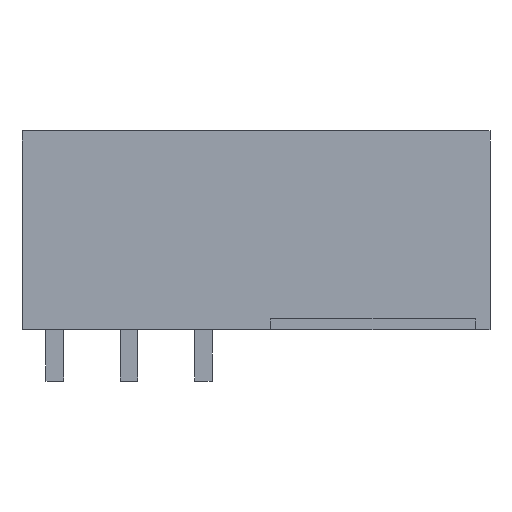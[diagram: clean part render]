
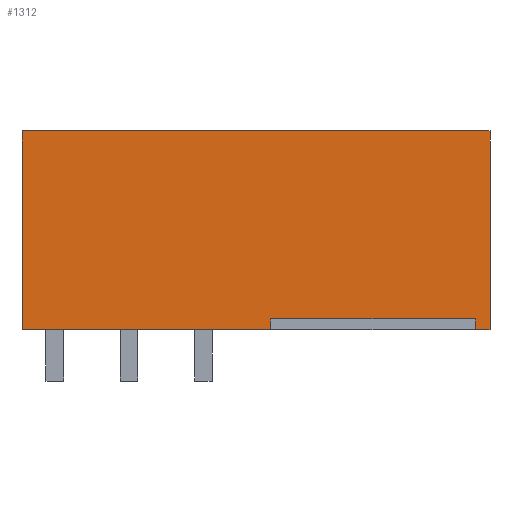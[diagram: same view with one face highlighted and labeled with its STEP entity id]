
A CAD part, left-side view. The second image highlights one B-rep face of the part: STEP entity #1312.
In plain terms, the highlighted planar face has unit normal (-1, 0, 0).
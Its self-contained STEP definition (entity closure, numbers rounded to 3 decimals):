
#1276=AXIS2_PLACEMENT_3D('Plane Axis2P3D',#1273,#1274,#1275) ;
#112=CARTESIAN_POINT('Vertex',(-30.48,0.,3.5)) ;
#115=CARTESIAN_POINT('Line Origine',(-30.48,0.,10.3)) ;
#119=CARTESIAN_POINT('Vertex',(-30.48,0.,17.1)) ;
#397=CARTESIAN_POINT('Vertex',(-30.48,-32.,3.5)) ;
#400=CARTESIAN_POINT('Line Origine',(-30.48,-31.5,3.5)) ;
#404=CARTESIAN_POINT('Vertex',(-30.48,-31.,3.5)) ;
#425=CARTESIAN_POINT('Vertex',(-30.48,-17.,3.5)) ;
#428=CARTESIAN_POINT('Line Origine',(-30.48,-8.5,3.5)) ;
#1051=CARTESIAN_POINT('Line Origine',(-30.48,-16.,17.1)) ;
#1055=CARTESIAN_POINT('Vertex',(-30.48,-32.,17.1)) ;
#1273=CARTESIAN_POINT('Axis2P3D Location',(-30.48,-32.,17.1)) ;
#1278=CARTESIAN_POINT('Line Origine',(-30.48,-17.,3.875)) ;
#1282=CARTESIAN_POINT('Vertex',(-30.48,-17.,4.25)) ;
#1285=CARTESIAN_POINT('Line Origine',(-30.48,-24.,4.25)) ;
#1289=CARTESIAN_POINT('Vertex',(-30.48,-31.,4.25)) ;
#1292=CARTESIAN_POINT('Line Origine',(-30.48,-31.,3.875)) ;
#1297=CARTESIAN_POINT('Line Origine',(-30.48,-32.,10.3)) ;
#116=DIRECTION('Vector Direction',(0.,0.,-1.)) ;
#401=DIRECTION('Vector Direction',(0.,1.,0.)) ;
#429=DIRECTION('Vector Direction',(0.,1.,0.)) ;
#1052=DIRECTION('Vector Direction',(0.,1.,0.)) ;
#1274=DIRECTION('Axis2P3D Direction',(1.,0.,0.)) ;
#1275=DIRECTION('Axis2P3D XDirection',(0.,0.,-1.)) ;
#1279=DIRECTION('Vector Direction',(0.,0.,-1.)) ;
#1286=DIRECTION('Vector Direction',(0.,1.,0.)) ;
#1293=DIRECTION('Vector Direction',(0.,0.,-1.)) ;
#1298=DIRECTION('Vector Direction',(0.,0.,-1.)) ;
#117=VECTOR('Line Direction',#116,1.) ;
#402=VECTOR('Line Direction',#401,1.) ;
#430=VECTOR('Line Direction',#429,1.) ;
#1053=VECTOR('Line Direction',#1052,1.) ;
#1280=VECTOR('Line Direction',#1279,1.) ;
#1287=VECTOR('Line Direction',#1286,1.) ;
#1294=VECTOR('Line Direction',#1293,1.) ;
#1299=VECTOR('Line Direction',#1298,1.) ;
#1303=ORIENTED_EDGE('',*,*,#1284,.F.) ;
#1304=ORIENTED_EDGE('',*,*,#1291,.F.) ;
#1305=ORIENTED_EDGE('',*,*,#1296,.T.) ;
#1306=ORIENTED_EDGE('',*,*,#406,.F.) ;
#1307=ORIENTED_EDGE('',*,*,#1301,.F.) ;
#1308=ORIENTED_EDGE('',*,*,#1057,.T.) ;
#1309=ORIENTED_EDGE('',*,*,#121,.T.) ;
#1310=ORIENTED_EDGE('',*,*,#432,.F.) ;
#1312=ADVANCED_FACE('HOUSING',(#1311),#1277,.F.) ;
#121=EDGE_CURVE('',#120,#113,#118,.T.) ;
#406=EDGE_CURVE('',#398,#405,#403,.T.) ;
#432=EDGE_CURVE('',#426,#113,#431,.T.) ;
#1057=EDGE_CURVE('',#1056,#120,#1054,.T.) ;
#1284=EDGE_CURVE('',#1283,#426,#1281,.T.) ;
#1291=EDGE_CURVE('',#1290,#1283,#1288,.T.) ;
#1296=EDGE_CURVE('',#1290,#405,#1295,.T.) ;
#1301=EDGE_CURVE('',#1056,#398,#1300,.T.) ;
#1302=EDGE_LOOP('',(#1303,#1304,#1305,#1306,#1307,#1308,#1309,#1310)) ;
#1311=FACE_OUTER_BOUND('',#1302,.T.) ;
#118=LINE('Line',#115,#117) ;
#403=LINE('Line',#400,#402) ;
#431=LINE('Line',#428,#430) ;
#1054=LINE('Line',#1051,#1053) ;
#1281=LINE('Line',#1278,#1280) ;
#1288=LINE('Line',#1285,#1287) ;
#1295=LINE('Line',#1292,#1294) ;
#1300=LINE('Line',#1297,#1299) ;
#1277=PLANE('',#1276) ;
#113=VERTEX_POINT('',#112) ;
#120=VERTEX_POINT('',#119) ;
#398=VERTEX_POINT('',#397) ;
#405=VERTEX_POINT('',#404) ;
#426=VERTEX_POINT('',#425) ;
#1056=VERTEX_POINT('',#1055) ;
#1283=VERTEX_POINT('',#1282) ;
#1290=VERTEX_POINT('',#1289) ;
